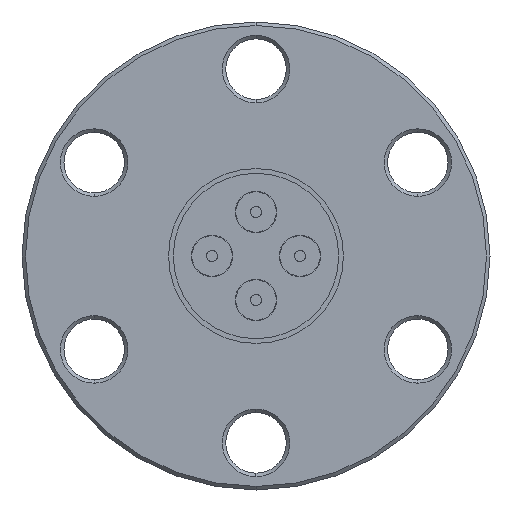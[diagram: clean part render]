
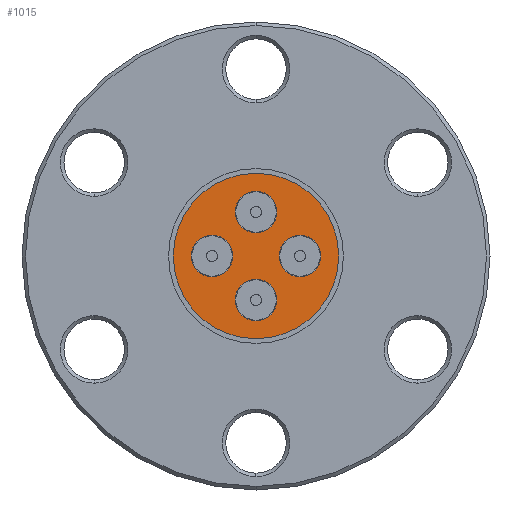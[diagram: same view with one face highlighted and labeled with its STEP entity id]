
A CAD part, front view. The second image highlights one B-rep face of the part: STEP entity #1015.
In plain terms, the highlighted planar face has unit normal (0, -1, 0).
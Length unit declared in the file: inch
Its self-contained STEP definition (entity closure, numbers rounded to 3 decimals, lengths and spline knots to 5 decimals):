
#53 = CARTESIAN_POINT ( 'NONE',  ( 0.04308, -0.42, 0.08469 ) ) ;
#106 = VERTEX_POINT ( 'NONE', #1010 ) ;
#129 = EDGE_CURVE ( 'NONE', #1370, #219, #1508, .T. ) ;
#163 = EDGE_CURVE ( 'NONE', #4335, #272, #3399, .T. ) ;
#191 = CARTESIAN_POINT ( 'NONE',  ( 0.125, -0.42, 0. ) ) ;
#208 = EDGE_CURVE ( 'NONE', #3643, #3713, #1064, .T. ) ;
#219 = VERTEX_POINT ( 'NONE', #1909 ) ;
#272 = VERTEX_POINT ( 'NONE', #1516 ) ;
#292 = CARTESIAN_POINT ( 'NONE',  ( -0.125, -0.42, 0. ) ) ;
#301 = AXIS2_PLACEMENT_3D ( 'NONE', #1792, #2503, #3867 ) ;
#330 = VERTEX_POINT ( 'NONE', #53 ) ;
#347 = CARTESIAN_POINT ( 'NONE',  ( -0.04308, -0.42, 0.16531 ) ) ;
#445 = CIRCLE ( 'NONE', #3442, 0.059 ) ;
#452 = CIRCLE ( 'NONE', #2389, 0.059 ) ;
#608 = EDGE_CURVE ( 'NONE', #330, #3281, #3893, .T. ) ;
#639 = CARTESIAN_POINT ( 'NONE',  ( 0.04308, -0.42, -0.16531 ) ) ;
#721 = DIRECTION ( 'NONE',  ( 0., 1., 0. ) ) ;
#829 = AXIS2_PLACEMENT_3D ( 'NONE', #2514, #3877, #2216 ) ;
#1001 = ORIENTED_EDGE ( 'NONE', *, *, #163, .F. ) ;
#1010 = CARTESIAN_POINT ( 'NONE',  ( 0.16531, -0.42, 0.04308 ) ) ;
#1015 = ADVANCED_FACE ( 'NONE', ( #3191, #3452, #1735, #1396, #2473 ), #3858, .T. ) ;
#1020 = EDGE_CURVE ( 'NONE', #219, #1370, #452, .T. ) ;
#1022 = DIRECTION ( 'NONE',  ( -1., 0., 0. ) ) ;
#1064 = CIRCLE ( 'NONE', #4393, 0.235 ) ;
#1091 = CARTESIAN_POINT ( 'NONE',  ( 0., -0.42, 0. ) ) ;
#1162 = CARTESIAN_POINT ( 'NONE',  ( 0.125, -0.42, 0. ) ) ;
#1167 = EDGE_CURVE ( 'NONE', #3713, #3643, #1719, .T. ) ;
#1274 = EDGE_CURVE ( 'NONE', #106, #4211, #1724, .T. ) ;
#1354 = CIRCLE ( 'NONE', #3667, 0.059 ) ;
#1370 = VERTEX_POINT ( 'NONE', #1933 ) ;
#1396 = FACE_BOUND ( 'NONE', #3054, .T. ) ;
#1413 = DIRECTION ( 'NONE',  ( 0., 1., 0. ) ) ;
#1424 = ORIENTED_EDGE ( 'NONE', *, *, #2918, .T. ) ;
#1479 = ORIENTED_EDGE ( 'NONE', *, *, #1274, .F. ) ;
#1508 = CIRCLE ( 'NONE', #2972, 0.059 ) ;
#1516 = CARTESIAN_POINT ( 'NONE',  ( -0.04308, -0.42, -0.08469 ) ) ;
#1537 = DIRECTION ( 'NONE',  ( 1., 0., 0. ) ) ;
#1611 = ORIENTED_EDGE ( 'NONE', *, *, #608, .T. ) ;
#1613 = DIRECTION ( 'NONE',  ( 0., -1., 0. ) ) ;
#1719 = CIRCLE ( 'NONE', #829, 0.235 ) ;
#1724 = CIRCLE ( 'NONE', #2024, 0.059 ) ;
#1735 = FACE_BOUND ( 'NONE', #3303, .T. ) ;
#1792 = CARTESIAN_POINT ( 'NONE',  ( 0., -0.42, 0.125 ) ) ;
#1800 = AXIS2_PLACEMENT_3D ( 'NONE', #1091, #2080, #1022 ) ;
#1909 = CARTESIAN_POINT ( 'NONE',  ( -0.16531, -0.42, -0.04308 ) ) ;
#1933 = CARTESIAN_POINT ( 'NONE',  ( -0.08469, -0.42, 0.04308 ) ) ;
#2022 = CARTESIAN_POINT ( 'NONE',  ( 0., -0.42, -0.125 ) ) ;
#2024 = AXIS2_PLACEMENT_3D ( 'NONE', #191, #1613, #2303 ) ;
#2038 = ORIENTED_EDGE ( 'NONE', *, *, #1020, .T. ) ;
#2080 = DIRECTION ( 'NONE',  ( 0., -1., 0. ) ) ;
#2100 = AXIS2_PLACEMENT_3D ( 'NONE', #3319, #3966, #2630 ) ;
#2207 = DIRECTION ( 'NONE',  ( 0., -1., 0. ) ) ;
#2212 = CARTESIAN_POINT ( 'NONE',  ( 0.235, -0.42, 0. ) ) ;
#2216 = DIRECTION ( 'NONE',  ( -1., 0., 0. ) ) ;
#2248 = AXIS2_PLACEMENT_3D ( 'NONE', #3913, #2912, #1537 ) ;
#2303 = DIRECTION ( 'NONE',  ( 1., 0., 0. ) ) ;
#2349 = EDGE_CURVE ( 'NONE', #4211, #106, #445, .T. ) ;
#2389 = AXIS2_PLACEMENT_3D ( 'NONE', #292, #1413, #3769 ) ;
#2423 = EDGE_LOOP ( 'NONE', ( #1424, #1611 ) ) ;
#2437 = CARTESIAN_POINT ( 'NONE',  ( -0.125, -0.42, 0. ) ) ;
#2461 = DIRECTION ( 'NONE',  ( 1., 0., 0. ) ) ;
#2473 = FACE_OUTER_BOUND ( 'NONE', #3474, .T. ) ;
#2501 = ORIENTED_EDGE ( 'NONE', *, *, #3107, .F. ) ;
#2503 = DIRECTION ( 'NONE',  ( 0., 1., 0. ) ) ;
#2514 = CARTESIAN_POINT ( 'NONE',  ( 0., -0.42, 0. ) ) ;
#2563 = DIRECTION ( 'NONE',  ( 0., -1., 0. ) ) ;
#2578 = CARTESIAN_POINT ( 'NONE',  ( -0.235, -0.42, 0. ) ) ;
#2630 = DIRECTION ( 'NONE',  ( 1., 0., 0. ) ) ;
#2825 = CARTESIAN_POINT ( 'NONE',  ( 0.08469, -0.42, -0.04308 ) ) ;
#2848 = EDGE_LOOP ( 'NONE', ( #2038, #4279 ) ) ;
#2912 = DIRECTION ( 'NONE',  ( 0., -1., 0. ) ) ;
#2918 = EDGE_CURVE ( 'NONE', #3281, #330, #3241, .T. ) ;
#2951 = CARTESIAN_POINT ( 'NONE',  ( 0., -0.42, 0. ) ) ;
#2972 = AXIS2_PLACEMENT_3D ( 'NONE', #2437, #721, #2461 ) ;
#3054 = EDGE_LOOP ( 'NONE', ( #1479, #3131 ) ) ;
#3107 = EDGE_CURVE ( 'NONE', #272, #4335, #1354, .T. ) ;
#3131 = ORIENTED_EDGE ( 'NONE', *, *, #2349, .F. ) ;
#3191 = FACE_BOUND ( 'NONE', #2848, .T. ) ;
#3241 = CIRCLE ( 'NONE', #301, 0.059 ) ;
#3281 = VERTEX_POINT ( 'NONE', #347 ) ;
#3303 = EDGE_LOOP ( 'NONE', ( #1001, #2501 ) ) ;
#3319 = CARTESIAN_POINT ( 'NONE',  ( 0., -0.42, 0.125 ) ) ;
#3367 = DIRECTION ( 'NONE',  ( 0., -1., 0. ) ) ;
#3399 = CIRCLE ( 'NONE', #2248, 0.059 ) ;
#3442 = AXIS2_PLACEMENT_3D ( 'NONE', #1162, #2563, #4282 ) ;
#3452 = FACE_BOUND ( 'NONE', #2423, .T. ) ;
#3474 = EDGE_LOOP ( 'NONE', ( #4144, #4472 ) ) ;
#3553 = DIRECTION ( 'NONE',  ( -1., 0., 0. ) ) ;
#3643 = VERTEX_POINT ( 'NONE', #2578 ) ;
#3667 = AXIS2_PLACEMENT_3D ( 'NONE', #2022, #3367, #4493 ) ;
#3713 = VERTEX_POINT ( 'NONE', #2212 ) ;
#3769 = DIRECTION ( 'NONE',  ( 1., 0., 0. ) ) ;
#3858 = PLANE ( 'NONE',  #1800 ) ;
#3867 = DIRECTION ( 'NONE',  ( 1., 0., 0. ) ) ;
#3877 = DIRECTION ( 'NONE',  ( 0., -1., 0. ) ) ;
#3893 = CIRCLE ( 'NONE', #2100, 0.059 ) ;
#3913 = CARTESIAN_POINT ( 'NONE',  ( 0., -0.42, -0.125 ) ) ;
#3966 = DIRECTION ( 'NONE',  ( 0., 1., 0. ) ) ;
#4144 = ORIENTED_EDGE ( 'NONE', *, *, #208, .T. ) ;
#4211 = VERTEX_POINT ( 'NONE', #2825 ) ;
#4279 = ORIENTED_EDGE ( 'NONE', *, *, #129, .T. ) ;
#4282 = DIRECTION ( 'NONE',  ( 1., 0., 0. ) ) ;
#4335 = VERTEX_POINT ( 'NONE', #639 ) ;
#4393 = AXIS2_PLACEMENT_3D ( 'NONE', #2951, #2207, #3553 ) ;
#4472 = ORIENTED_EDGE ( 'NONE', *, *, #1167, .T. ) ;
#4493 = DIRECTION ( 'NONE',  ( 1., 0., 0. ) ) ;
